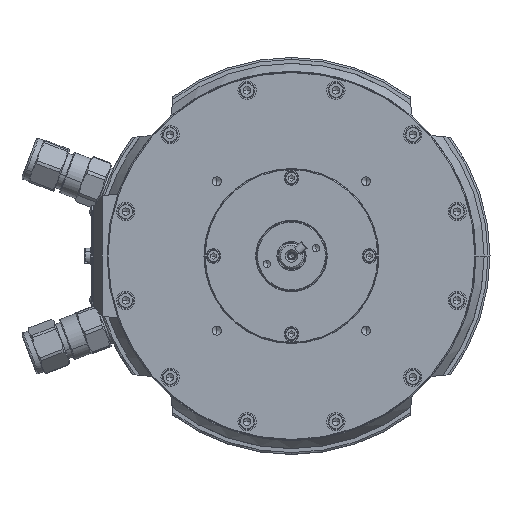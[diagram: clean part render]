
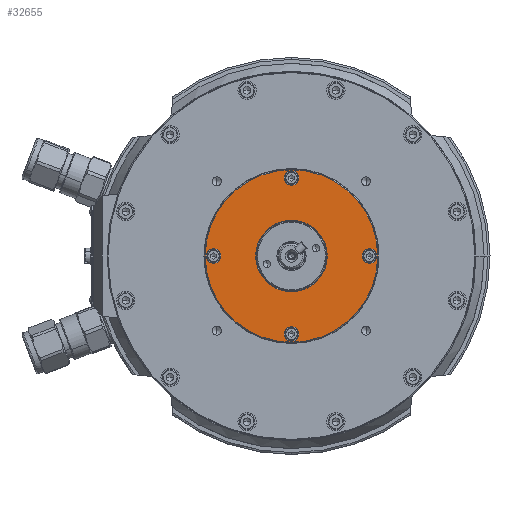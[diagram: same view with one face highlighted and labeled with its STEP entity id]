
A CAD part, left-side view. The second image highlights one B-rep face of the part: STEP entity #32655.
In plain terms, the highlighted planar face has unit normal (-1, 0, 0).
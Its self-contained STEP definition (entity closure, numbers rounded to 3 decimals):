
#14679=CARTESIAN_POINT('',(-14.498,19.5,0.));
#14680=VERTEX_POINT('',#14679);
#14705=CARTESIAN_POINT('',(-14.498,-19.5,0.));
#14706=VERTEX_POINT('',#14705);
#14713=CARTESIAN_POINT('',(-14.498,0.,0.));
#14714=DIRECTION('',(-1.0,0.0,0.0));
#14715=DIRECTION('',(0.0,1.0,0.0));
#14716=AXIS2_PLACEMENT_3D('',#14713,#14714,#14715);
#14717=CIRCLE('',#14716,19.5);
#14718=EDGE_CURVE('',#14706,#14680,#14717,.T.);
#14751=CARTESIAN_POINT('',(-14.498,4.,-42.5));
#14752=VERTEX_POINT('',#14751);
#14768=CARTESIAN_POINT('',(-14.498,-4.,-42.5));
#14769=VERTEX_POINT('',#14768);
#14776=CARTESIAN_POINT('',(-14.498,0.,-42.5));
#14777=DIRECTION('',(1.0,0.0,0.0));
#14778=DIRECTION('',(0.0,1.0,0.0));
#14779=AXIS2_PLACEMENT_3D('',#14776,#14777,#14778);
#14780=CIRCLE('',#14779,4.0);
#14781=EDGE_CURVE('',#14752,#14769,#14780,.T.);
#14793=CARTESIAN_POINT('',(-14.498,4.,42.5));
#14794=VERTEX_POINT('',#14793);
#14810=CARTESIAN_POINT('',(-14.498,-4.,42.5));
#14811=VERTEX_POINT('',#14810);
#14818=CARTESIAN_POINT('',(-14.498,0.,42.5));
#14819=DIRECTION('',(1.0,0.0,0.0));
#14820=DIRECTION('',(0.0,1.0,0.0));
#14821=AXIS2_PLACEMENT_3D('',#14818,#14819,#14820);
#14822=CIRCLE('',#14821,4.0);
#14823=EDGE_CURVE('',#14794,#14811,#14822,.T.);
#14856=CARTESIAN_POINT('',(-14.498,-38.5,0.));
#14857=VERTEX_POINT('',#14856);
#14873=CARTESIAN_POINT('',(-14.498,-46.5,0.));
#14874=VERTEX_POINT('',#14873);
#14881=CARTESIAN_POINT('',(-14.498,-42.5,0.));
#14882=DIRECTION('',(1.0,0.0,0.0));
#14883=DIRECTION('',(0.0,1.0,0.0));
#14884=AXIS2_PLACEMENT_3D('',#14881,#14882,#14883);
#14885=CIRCLE('',#14884,4.0);
#14886=EDGE_CURVE('',#14857,#14874,#14885,.T.);
#14898=CARTESIAN_POINT('',(-14.498,38.5,0.));
#14899=VERTEX_POINT('',#14898);
#14915=CARTESIAN_POINT('',(-14.498,46.5,0.));
#14916=VERTEX_POINT('',#14915);
#14923=CARTESIAN_POINT('',(-14.498,42.5,0.));
#14924=DIRECTION('',(1.0,0.0,0.0));
#14925=DIRECTION('',(0.0,-1.0,0.0));
#14926=AXIS2_PLACEMENT_3D('',#14923,#14924,#14925);
#14927=CIRCLE('',#14926,4.0);
#14928=EDGE_CURVE('',#14899,#14916,#14927,.T.);
#14940=CARTESIAN_POINT('',(-14.498,47.,0.));
#14941=VERTEX_POINT('',#14940);
#14957=CARTESIAN_POINT('',(-14.498,-47.,0.));
#14958=VERTEX_POINT('',#14957);
#14965=CARTESIAN_POINT('',(-14.498,0.,0.));
#14966=DIRECTION('',(1.0,0.0,0.0));
#14967=DIRECTION('',(0.0,1.0,0.0));
#14968=AXIS2_PLACEMENT_3D('',#14965,#14966,#14967);
#14969=CIRCLE('',#14968,47.0);
#14970=EDGE_CURVE('',#14958,#14941,#14969,.T.);
#32584=CARTESIAN_POINT('',(-14.498,0.,0.));
#32585=DIRECTION('',(1.0,0.0,0.0));
#32586=DIRECTION('',(0.0,1.0,0.0));
#32587=AXIS2_PLACEMENT_3D('',#32584,#32585,#32586);
#32588=CIRCLE('',#32587,47.0);
#32589=EDGE_CURVE('',#14941,#14958,#32588,.T.);
#32596=CARTESIAN_POINT('',(-14.498,0.,0.));
#32597=DIRECTION('',(-1.0,0.0,0.0));
#32598=DIRECTION('',(0.0,1.0,0.0));
#32599=AXIS2_PLACEMENT_3D('',#32596,#32597,#32598);
#32600=PLANE('',#32599);
#32601=ORIENTED_EDGE('',*,*,#14970,.F.);
#32602=ORIENTED_EDGE('',*,*,#32589,.F.);
#32603=EDGE_LOOP('',(#32601,#32602));
#32604=FACE_OUTER_BOUND('',#32603,.T.);
#32605=ORIENTED_EDGE('',*,*,#14718,.F.);
#32606=CARTESIAN_POINT('',(-14.498,0.,0.));
#32607=DIRECTION('',(-1.0,0.0,0.0));
#32608=DIRECTION('',(0.0,1.0,0.0));
#32609=AXIS2_PLACEMENT_3D('',#32606,#32607,#32608);
#32610=CIRCLE('',#32609,19.5);
#32611=EDGE_CURVE('',#14680,#14706,#32610,.T.);
#32612=ORIENTED_EDGE('',*,*,#32611,.F.);
#32613=EDGE_LOOP('',(#32605,#32612));
#32614=FACE_BOUND('',#32613,.T.);
#32615=ORIENTED_EDGE('',*,*,#14781,.T.);
#32616=CARTESIAN_POINT('',(-14.498,0.,-42.5));
#32617=DIRECTION('',(1.0,0.0,0.0));
#32618=DIRECTION('',(0.0,1.0,0.0));
#32619=AXIS2_PLACEMENT_3D('',#32616,#32617,#32618);
#32620=CIRCLE('',#32619,4.0);
#32621=EDGE_CURVE('',#14769,#14752,#32620,.T.);
#32622=ORIENTED_EDGE('',*,*,#32621,.T.);
#32623=EDGE_LOOP('',(#32615,#32622));
#32624=FACE_BOUND('',#32623,.T.);
#32625=ORIENTED_EDGE('',*,*,#14823,.T.);
#32626=CARTESIAN_POINT('',(-14.498,0.,42.5));
#32627=DIRECTION('',(1.0,0.0,0.0));
#32628=DIRECTION('',(0.0,1.0,0.0));
#32629=AXIS2_PLACEMENT_3D('',#32626,#32627,#32628);
#32630=CIRCLE('',#32629,4.0);
#32631=EDGE_CURVE('',#14811,#14794,#32630,.T.);
#32632=ORIENTED_EDGE('',*,*,#32631,.T.);
#32633=EDGE_LOOP('',(#32625,#32632));
#32634=FACE_BOUND('',#32633,.T.);
#32635=ORIENTED_EDGE('',*,*,#14886,.T.);
#32636=CARTESIAN_POINT('',(-14.498,-42.5,0.));
#32637=DIRECTION('',(1.0,0.0,0.0));
#32638=DIRECTION('',(0.0,1.0,0.0));
#32639=AXIS2_PLACEMENT_3D('',#32636,#32637,#32638);
#32640=CIRCLE('',#32639,4.0);
#32641=EDGE_CURVE('',#14874,#14857,#32640,.T.);
#32642=ORIENTED_EDGE('',*,*,#32641,.T.);
#32643=EDGE_LOOP('',(#32635,#32642));
#32644=FACE_BOUND('',#32643,.T.);
#32645=ORIENTED_EDGE('',*,*,#14928,.T.);
#32646=CARTESIAN_POINT('',(-14.498,42.5,0.));
#32647=DIRECTION('',(1.0,0.0,0.0));
#32648=DIRECTION('',(0.0,-1.0,0.0));
#32649=AXIS2_PLACEMENT_3D('',#32646,#32647,#32648);
#32650=CIRCLE('',#32649,4.0);
#32651=EDGE_CURVE('',#14916,#14899,#32650,.T.);
#32652=ORIENTED_EDGE('',*,*,#32651,.T.);
#32653=EDGE_LOOP('',(#32645,#32652));
#32654=FACE_BOUND('',#32653,.T.);
#32655=ADVANCED_FACE('',(#32604,#32614,#32624,#32634,#32644,#32654),#32600,.T.);
